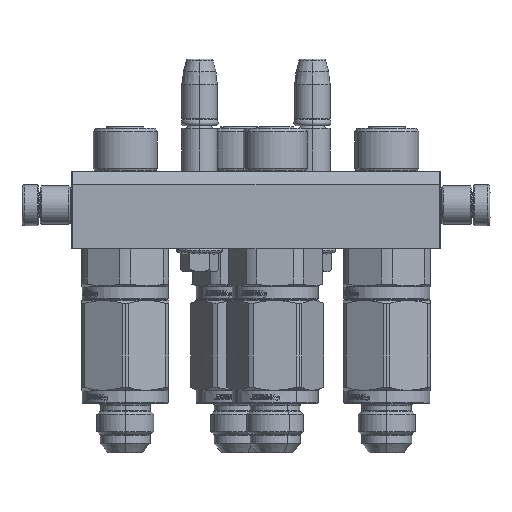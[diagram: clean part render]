
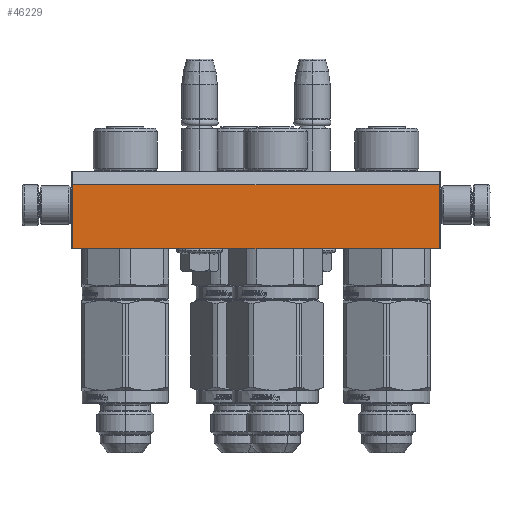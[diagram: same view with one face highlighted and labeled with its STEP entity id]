
A CAD part, left-side view. The second image highlights one B-rep face of the part: STEP entity #46229.
In plain terms, the highlighted face is planar.
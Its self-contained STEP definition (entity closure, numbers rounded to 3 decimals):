
#3566 = VECTOR ( 'NONE', #58075, 1000. ) ;
#6166 = ORIENTED_EDGE ( 'NONE', *, *, #30761, .F. ) ;
#7890 = ORIENTED_EDGE ( 'NONE', *, *, #53364, .T. ) ;
#10657 = ORIENTED_EDGE ( 'NONE', *, *, #15096, .F. ) ;
#10985 = VERTEX_POINT ( 'NONE', #35464 ) ;
#11888 = EDGE_LOOP ( 'NONE', ( #6166, #10657, #7890, #15495 ) ) ;
#15096 = EDGE_CURVE ( 'NONE', #39425, #10985, #50274, .T. ) ;
#15495 = ORIENTED_EDGE ( 'NONE', *, *, #42952, .T. ) ;
#15981 = VECTOR ( 'NONE', #29248, 1000. ) ;
#16412 = DIRECTION ( 'NONE',  ( -1., 0., 0. ) ) ;
#20831 = CARTESIAN_POINT ( 'NONE',  ( 143.5, 5., -90. ) ) ;
#24042 = DIRECTION ( 'NONE',  ( -1., 0., 0. ) ) ;
#25702 = DIRECTION ( 'NONE',  ( 0., 0., -1. ) ) ;
#29248 = DIRECTION ( 'NONE',  ( 0., 1., 0. ) ) ;
#30354 = FACE_OUTER_BOUND ( 'NONE', #11888, .T. ) ;
#30761 = EDGE_CURVE ( 'NONE', #10985, #57602, #38171, .T. ) ;
#32258 = VERTEX_POINT ( 'NONE', #32374 ) ;
#32374 = CARTESIAN_POINT ( 'NONE',  ( 0.5, 5., -90. ) ) ;
#35421 = DIRECTION ( 'NONE',  ( 0., 1., 0. ) ) ;
#35464 = CARTESIAN_POINT ( 'NONE',  ( 143.5, 30., -90. ) ) ;
#38171 = LINE ( 'NONE', #46220, #44454 ) ;
#38498 = PLANE ( 'NONE',  #51870 ) ;
#39425 = VERTEX_POINT ( 'NONE', #41232 ) ;
#41232 = CARTESIAN_POINT ( 'NONE',  ( 143.5, 5., -90. ) ) ;
#42952 = EDGE_CURVE ( 'NONE', #32258, #57602, #47633, .T. ) ;
#43209 = CARTESIAN_POINT ( 'NONE',  ( 144., 0., -90. ) ) ;
#44454 = VECTOR ( 'NONE', #24042, 1000. ) ;
#44545 = CARTESIAN_POINT ( 'NONE',  ( 143.5, 5., -90. ) ) ;
#45198 = CARTESIAN_POINT ( 'NONE',  ( 0.5, 5., -90. ) ) ;
#46220 = CARTESIAN_POINT ( 'NONE',  ( 143.5, 30., -90. ) ) ;
#46229 = ADVANCED_FACE ( 'NONE', ( #30354 ), #38498, .T. ) ;
#47633 = LINE ( 'NONE', #45198, #56753 ) ;
#49922 = CARTESIAN_POINT ( 'NONE',  ( 0.5, 30., -90. ) ) ;
#50274 = LINE ( 'NONE', #20831, #15981 ) ;
#51870 = AXIS2_PLACEMENT_3D ( 'NONE', #43209, #25702, #16412 ) ;
#53364 = EDGE_CURVE ( 'NONE', #39425, #32258, #56039, .T. ) ;
#56039 = LINE ( 'NONE', #44545, #3566 ) ;
#56753 = VECTOR ( 'NONE', #35421, 1000. ) ;
#57602 = VERTEX_POINT ( 'NONE', #49922 ) ;
#58075 = DIRECTION ( 'NONE',  ( -1., 0., 0. ) ) ;
